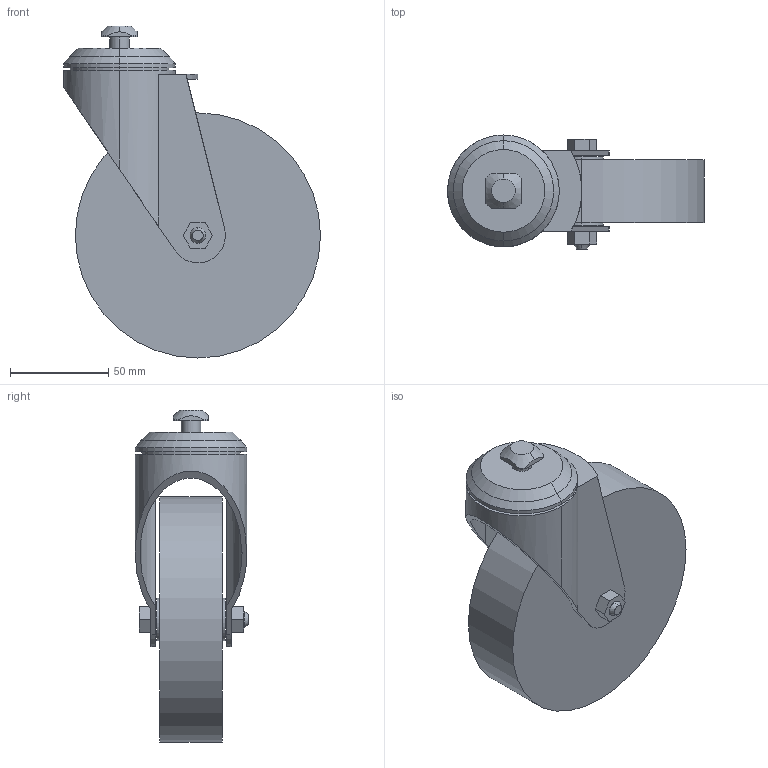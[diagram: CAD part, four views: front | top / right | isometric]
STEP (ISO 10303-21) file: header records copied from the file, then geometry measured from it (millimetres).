
FILE_DESCRIPTION(('STEP AP214'),'1');
FILE_NAME('cctmp_BFC108FD-5F8E-4B1F-96C2-50A2C65FF1B3_2020_1_16_7_22_13_296..stp','2020-01-16T06:22:13',('Bosch Rexroth AG'),('CADClick - www.CADClick.com'),'Spatial InterOp 3D',' ','unknown authorization - (Healing Option Enabled)');
FILE_SCHEMA(('AUTOMOTIVE_DESIGN'));
Length unit declared in the file: millimetre
Products named in the file (1): 2020_01_16__07-22-13-294
Bounding box: 131 x 58 x 169.3 mm (x, y, z)
Volume: 456107.2 mm3; surface area: 66591 mm2
Topology: 1 solids, 1 shells, 81 faces, 198 edges, 130 vertices
Faces by surface type: plane 39, cylinder 34, cone 8
Entity records: 3074 total; most frequent: DIRECTION 436, CARTESIAN_POINT 422, ORIENTED_EDGE 396, EDGE_CURVE 198, AXIS2_PLACEMENT_3D 162, VERTEX_POINT 130, LINE 112, VECTOR 112
